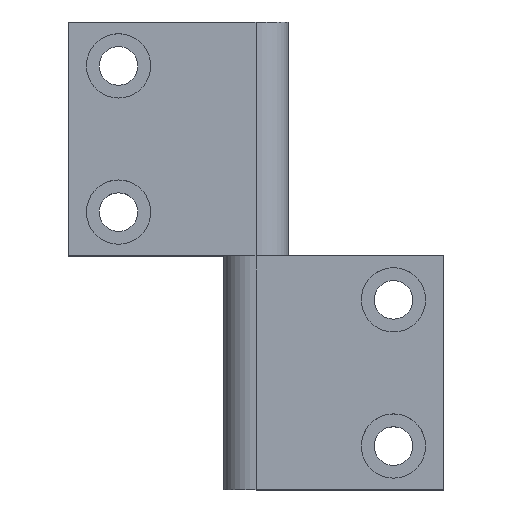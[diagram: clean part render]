
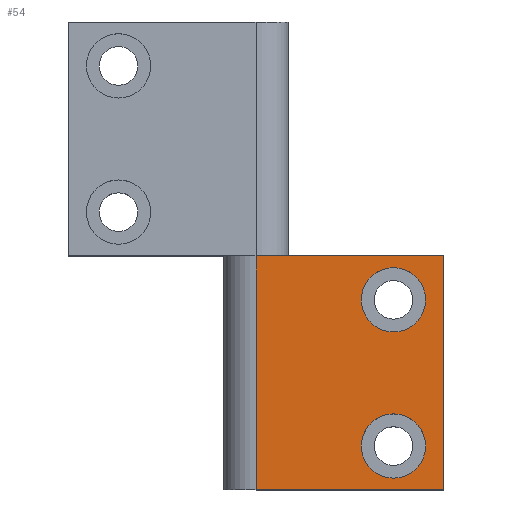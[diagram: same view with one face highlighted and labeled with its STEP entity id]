
A CAD part, top view. The second image highlights one B-rep face of the part: STEP entity #54.
In plain terms, the highlighted planar face has unit normal (0, 0, 1).
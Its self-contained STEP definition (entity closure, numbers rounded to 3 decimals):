
#16 = VERTEX_POINT ( 'NONE', #320 ) ;
#28 = EDGE_LOOP ( 'NONE', ( #30, #33, #174, #198 ) ) ;
#29 = EDGE_CURVE ( 'NONE', #210, #168, #314, .T. ) ;
#30 = ORIENTED_EDGE ( 'NONE', *, *, #38, .T. ) ;
#31 = EDGE_CURVE ( 'NONE', #144, #153, #313, .T. ) ;
#32 = EDGE_LOOP ( 'NONE', ( #55, #34 ) ) ;
#33 = ORIENTED_EDGE ( 'NONE', *, *, #68, .F. ) ;
#34 = ORIENTED_EDGE ( 'NONE', *, *, #213, .F. ) ;
#38 = EDGE_CURVE ( 'NONE', #39, #16, #230, .T. ) ;
#39 = VERTEX_POINT ( 'NONE', #226 ) ;
#54 = ADVANCED_FACE ( 'NONE', ( #431, #430, #227 ), #429, .F. ) ;
#55 = ORIENTED_EDGE ( 'NONE', *, *, #31, .F. ) ;
#68 = EDGE_CURVE ( 'NONE', #106, #16, #374, .T. ) ;
#88 = VERTEX_POINT ( 'NONE', #461 ) ;
#92 = EDGE_CURVE ( 'NONE', #88, #106, #468, .T. ) ;
#106 = VERTEX_POINT ( 'NONE', #294 ) ;
#138 = ORIENTED_EDGE ( 'NONE', *, *, #202, .F. ) ;
#144 = VERTEX_POINT ( 'NONE', #609 ) ;
#153 = VERTEX_POINT ( 'NONE', #531 ) ;
#168 = VERTEX_POINT ( 'NONE', #584 ) ;
#174 = ORIENTED_EDGE ( 'NONE', *, *, #92, .F. ) ;
#189 = ORIENTED_EDGE ( 'NONE', *, *, #29, .F. ) ;
#195 = EDGE_CURVE ( 'NONE', #88, #39, #559, .T. ) ;
#197 = EDGE_LOOP ( 'NONE', ( #189, #138 ) ) ;
#198 = ORIENTED_EDGE ( 'NONE', *, *, #195, .T. ) ;
#202 = EDGE_CURVE ( 'NONE', #168, #210, #556, .T. ) ;
#210 = VERTEX_POINT ( 'NONE', #547 ) ;
#213 = EDGE_CURVE ( 'NONE', #153, #144, #565, .T. ) ;
#226 = CARTESIAN_POINT ( 'NONE',  ( 0., 0., 5.5 ) ) ;
#227 = FACE_OUTER_BOUND ( 'NONE', #28, .T. ) ;
#228 = DIRECTION ( 'NONE',  ( 1., 0., 0. ) ) ;
#229 = DIRECTION ( 'NONE',  ( 0., 0., 1. ) ) ;
#230 = LINE ( 'NONE', #422, #249 ) ;
#240 = AXIS2_PLACEMENT_3D ( 'NONE', #426, #438, #271 ) ;
#249 = VECTOR ( 'NONE', #421, 1000. ) ;
#250 = DIRECTION ( 'NONE',  ( 1., 0., 0. ) ) ;
#251 = DIRECTION ( 'NONE',  ( 0., 0., 1. ) ) ;
#252 = CARTESIAN_POINT ( 'NONE',  ( 23.5, 32.5, 5.5 ) ) ;
#253 = AXIS2_PLACEMENT_3D ( 'NONE', #252, #251, #250 ) ;
#271 = DIRECTION ( 'NONE',  ( -1., 0., 0. ) ) ;
#275 = CARTESIAN_POINT ( 'NONE',  ( 32., 40., 5.5 ) ) ;
#294 = CARTESIAN_POINT ( 'NONE',  ( 32., 40., 5.5 ) ) ;
#311 = DIRECTION ( 'NONE',  ( 1., 0., 0. ) ) ;
#312 = VECTOR ( 'NONE', #311, 1000. ) ;
#313 = CIRCLE ( 'NONE', #424, 5.5 ) ;
#314 = CIRCLE ( 'NONE', #253, 5.5 ) ;
#319 = CARTESIAN_POINT ( 'NONE',  ( 23.5, 7.5, 5.5 ) ) ;
#320 = CARTESIAN_POINT ( 'NONE',  ( 32., 0., 5.5 ) ) ;
#372 = DIRECTION ( 'NONE',  ( 0., -1., 0. ) ) ;
#373 = VECTOR ( 'NONE', #372, 1000. ) ;
#374 = LINE ( 'NONE', #275, #373 ) ;
#421 = DIRECTION ( 'NONE',  ( 1., 0., 0. ) ) ;
#422 = CARTESIAN_POINT ( 'NONE',  ( 0., 0., 5.5 ) ) ;
#424 = AXIS2_PLACEMENT_3D ( 'NONE', #319, #229, #228 ) ;
#426 = CARTESIAN_POINT ( 'NONE',  ( 0., 40., 5.5 ) ) ;
#429 = PLANE ( 'NONE',  #240 ) ;
#430 = FACE_BOUND ( 'NONE', #32, .T. ) ;
#431 = FACE_BOUND ( 'NONE', #197, .T. ) ;
#438 = DIRECTION ( 'NONE',  ( 0., 0., -1. ) ) ;
#456 = CARTESIAN_POINT ( 'NONE',  ( 0., 40., 5.5 ) ) ;
#461 = CARTESIAN_POINT ( 'NONE',  ( 0., 40., 5.5 ) ) ;
#468 = LINE ( 'NONE', #456, #312 ) ;
#506 = CARTESIAN_POINT ( 'NONE',  ( 0., 40., 5.5 ) ) ;
#531 = CARTESIAN_POINT ( 'NONE',  ( 18., 7.5, 5.5 ) ) ;
#547 = CARTESIAN_POINT ( 'NONE',  ( 29., 32.5, 5.5 ) ) ;
#555 = DIRECTION ( 'NONE',  ( 1., 0., 0. ) ) ;
#556 = CIRCLE ( 'NONE', #561, 5.5 ) ;
#558 = VECTOR ( 'NONE', #564, 1000. ) ;
#559 = LINE ( 'NONE', #506, #558 ) ;
#561 = AXIS2_PLACEMENT_3D ( 'NONE', #570, #563, #555 ) ;
#563 = DIRECTION ( 'NONE',  ( 0., 0., 1. ) ) ;
#564 = DIRECTION ( 'NONE',  ( 0., -1., 0. ) ) ;
#565 = CIRCLE ( 'NONE', #605, 5.5 ) ;
#570 = CARTESIAN_POINT ( 'NONE',  ( 23.5, 32.5, 5.5 ) ) ;
#584 = CARTESIAN_POINT ( 'NONE',  ( 18., 32.5, 5.5 ) ) ;
#599 = DIRECTION ( 'NONE',  ( 1., 0., 0. ) ) ;
#604 = DIRECTION ( 'NONE',  ( 0., 0., 1. ) ) ;
#605 = AXIS2_PLACEMENT_3D ( 'NONE', #606, #604, #599 ) ;
#606 = CARTESIAN_POINT ( 'NONE',  ( 23.5, 7.5, 5.5 ) ) ;
#609 = CARTESIAN_POINT ( 'NONE',  ( 29., 7.5, 5.5 ) ) ;
